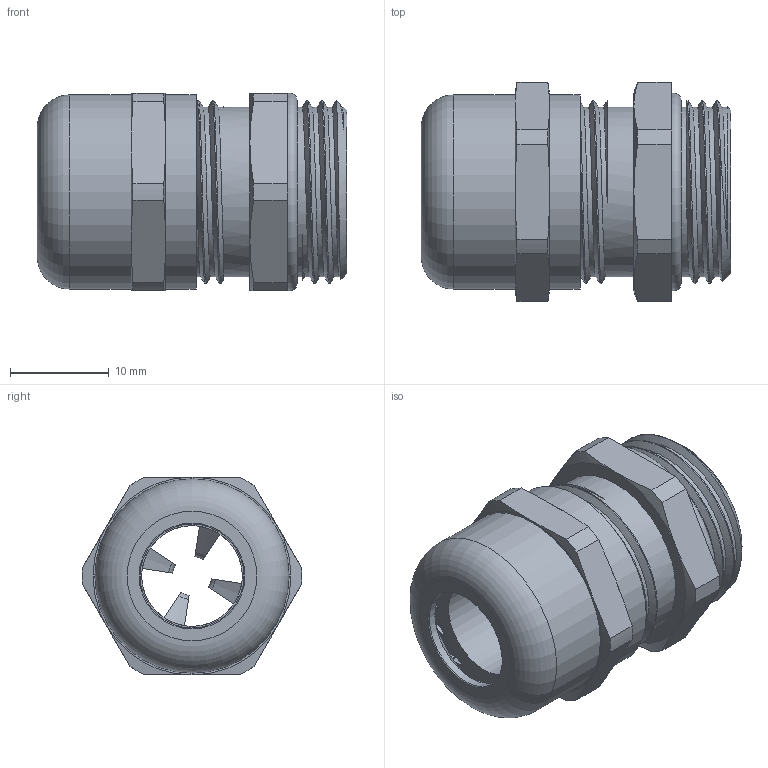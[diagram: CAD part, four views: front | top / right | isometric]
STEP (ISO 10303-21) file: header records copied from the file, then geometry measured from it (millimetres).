
FILE_DESCRIPTION(/* description */ ('Euro-Top-EMV 2. Gen. PG 11'),/* implementation_level */ '2;1');
FILE_NAME(/* name */ '61080411-RST.stp',/* time_stamp */ '2020-02-14T10:32:20+01:00',/* author */ ('sl'),/* organization */ (''),/* preprocessor_version */ 'ST-DEVELOPER v16.5',/* originating_system */ 'Autodesk Inventor 2017',/* authorisation */ '');
FILE_SCHEMA (('AUTOMOTIVE_DESIGN { 1 0 10303 214 3 1 1 }'));
Length unit declared in the file: millimetre
Products named in the file (7): 61080411; 61080411_1; 61080411_2; 61080411_3; 61080411_4; 61080411_5; 61080411_6
Assembly tree (6 placements, depth 2):
  61080411
    61080411_1
    61080411_2
    61080411_3
    61080411_4
    61080411_5
    61080411_6
Bounding box: 31.28 x 22.16 x 20 mm (x, y, z)
Volume: 4537.6 mm3; surface area: 8965.5 mm2
Topology: 6 solids, 6 shells, 369 faces, 1014 edges, 663 vertices
Faces by surface type: plane 175, cylinder 114, cone 41, torus 33, bspline 6
Full cylindrical faces by diameter (mm): 10.17 x1, 10.18 x1, 10.48 x1, 12.86 x1, 13.06 x2, 13.45 x1, 13.57 x1, 13.72 x1, 14.14 x1, 14.74 x1, 15 x1, 15.11 x1, 17.16 x3, 17.17 x3, 17.2 x1, 18.69 x7, 19.63 x2, 19.76 x1
Entity records: 14357 total; most frequent: CARTESIAN_POINT 5319, DIRECTION 1872, ORIENTED_EDGE 1870, EDGE_CURVE 935, AXIS2_PLACEMENT_3D 733, VERTEX_POINT 626, LINE 406, VECTOR 406
